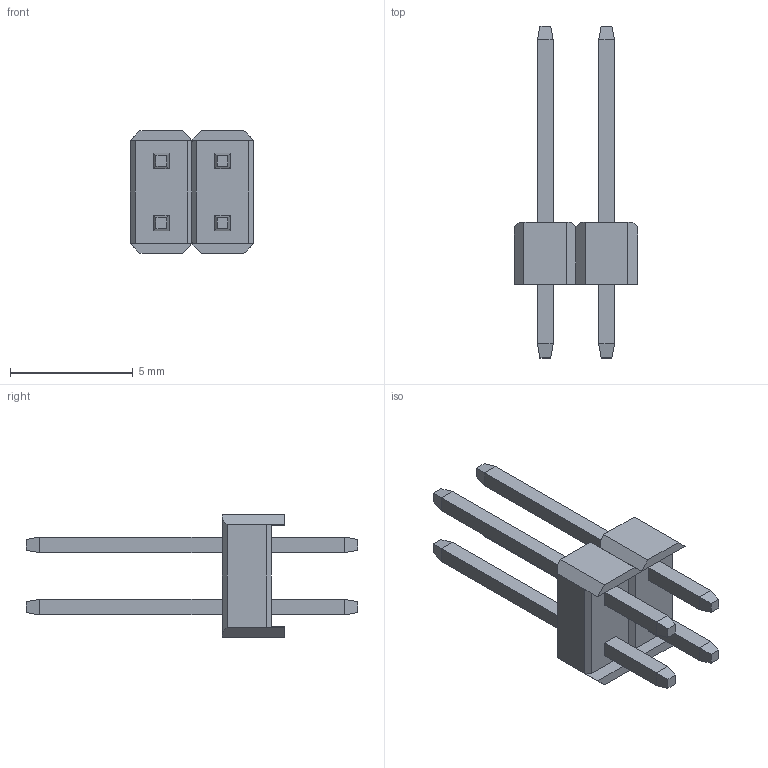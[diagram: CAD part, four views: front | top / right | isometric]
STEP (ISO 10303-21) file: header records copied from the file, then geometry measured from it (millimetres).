
FILE_DESCRIPTION (( 'STEP AP214' ), '1' );
FILE_NAME ('2x2 Male Pin Header.STEP', '2018-11-16T17:54:25', ( 'M.B.I.' ), ( '' ), 'SwSTEP 2.0', '', '' );
FILE_SCHEMA (( 'AUTOMOTIVE_DESIGN' ));
Length unit declared in the file: millimetre
Products named in the file (1): 2x2 Male Pin Header
Bounding box: 5.04 x 13.54 x 5 mm (x, y, z)
Volume: 68.8 mm3; surface area: 255.5 mm2
Topology: 5 solids, 5 shells, 120 faces, 290 edges, 180 vertices
Faces by surface type: plane 120
Entity records: 3460 total; most frequent: CARTESIAN_POINT 591, ORIENTED_EDGE 580, DIRECTION 532, EDGE_CURVE 290, VECTOR 290, LINE 290, VERTEX_POINT 180, EDGE_LOOP 128
